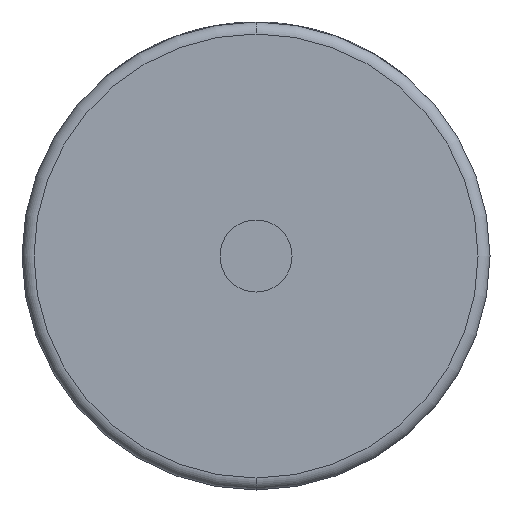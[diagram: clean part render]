
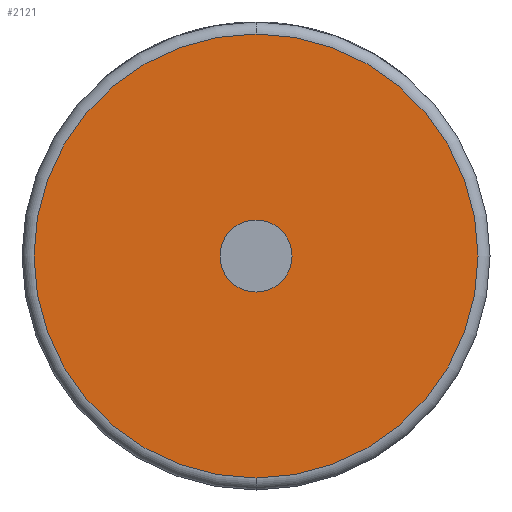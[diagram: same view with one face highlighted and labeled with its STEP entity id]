
A CAD part, front view. The second image highlights one B-rep face of the part: STEP entity #2121.
In plain terms, the highlighted planar face has unit normal (0, -1, 0).
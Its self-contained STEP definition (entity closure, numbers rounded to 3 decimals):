
#80 = VERTEX_POINT ( 'NONE', #3291 ) ;
#81 = FACE_OUTER_BOUND ( 'NONE', #3824, .T. ) ;
#98 = EDGE_LOOP ( 'NONE', ( #1858, #1173 ) ) ;
#514 = CARTESIAN_POINT ( 'NONE',  ( 0., 0., 6. ) ) ;
#523 = CARTESIAN_POINT ( 'NONE',  ( 0., 0., 0. ) ) ;
#886 = AXIS2_PLACEMENT_3D ( 'NONE', #4300, #4284, #4339 ) ;
#895 = DIRECTION ( 'NONE',  ( 0., 0., 1. ) ) ;
#903 = VERTEX_POINT ( 'NONE', #1381 ) ;
#967 = AXIS2_PLACEMENT_3D ( 'NONE', #1425, #4275, #2905 ) ;
#1001 = FACE_BOUND ( 'NONE', #98, .T. ) ;
#1022 = VERTEX_POINT ( 'NONE', #4340 ) ;
#1173 = ORIENTED_EDGE ( 'NONE', *, *, #3490, .F. ) ;
#1176 = AXIS2_PLACEMENT_3D ( 'NONE', #3405, #1268, #3770 ) ;
#1268 = DIRECTION ( 'NONE',  ( 0., 1., 0. ) ) ;
#1381 = CARTESIAN_POINT ( 'NONE',  ( 0., 0., -37. ) ) ;
#1386 = CIRCLE ( 'NONE', #4287, 37. ) ;
#1425 = CARTESIAN_POINT ( 'NONE',  ( 0., 0., 0. ) ) ;
#1858 = ORIENTED_EDGE ( 'NONE', *, *, #4113, .F. ) ;
#2121 = ADVANCED_FACE ( 'NONE', ( #81, #1001 ), #3069, .F. ) ;
#2137 = CIRCLE ( 'NONE', #886, 6. ) ;
#2178 = DIRECTION ( 'NONE',  ( 0., -1., 0. ) ) ;
#2283 = EDGE_CURVE ( 'NONE', #903, #1022, #1386, .T. ) ;
#2378 = ORIENTED_EDGE ( 'NONE', *, *, #2283, .T. ) ;
#2465 = VERTEX_POINT ( 'NONE', #514 ) ;
#2505 = DIRECTION ( 'NONE',  ( 0., 0., 1. ) ) ;
#2853 = ORIENTED_EDGE ( 'NONE', *, *, #4364, .T. ) ;
#2905 = DIRECTION ( 'NONE',  ( 0., 0., 1. ) ) ;
#3054 = DIRECTION ( 'NONE',  ( 0., -1., 0. ) ) ;
#3069 = PLANE ( 'NONE',  #1176 ) ;
#3291 = CARTESIAN_POINT ( 'NONE',  ( 0., 0., -6. ) ) ;
#3405 = CARTESIAN_POINT ( 'NONE',  ( 0., 0., 0. ) ) ;
#3490 = EDGE_CURVE ( 'NONE', #80, #2465, #2137, .T. ) ;
#3670 = CIRCLE ( 'NONE', #4110, 6. ) ;
#3720 = CIRCLE ( 'NONE', #967, 37. ) ;
#3770 = DIRECTION ( 'NONE',  ( 0., 0., 1. ) ) ;
#3824 = EDGE_LOOP ( 'NONE', ( #2853, #2378 ) ) ;
#4110 = AXIS2_PLACEMENT_3D ( 'NONE', #523, #3054, #895 ) ;
#4113 = EDGE_CURVE ( 'NONE', #2465, #80, #3670, .T. ) ;
#4275 = DIRECTION ( 'NONE',  ( 0., -1., 0. ) ) ;
#4284 = DIRECTION ( 'NONE',  ( 0., -1., 0. ) ) ;
#4287 = AXIS2_PLACEMENT_3D ( 'NONE', #4303, #2178, #2505 ) ;
#4300 = CARTESIAN_POINT ( 'NONE',  ( 0., 0., 0. ) ) ;
#4303 = CARTESIAN_POINT ( 'NONE',  ( 0., 0., 0. ) ) ;
#4339 = DIRECTION ( 'NONE',  ( 0., 0., 1. ) ) ;
#4340 = CARTESIAN_POINT ( 'NONE',  ( 0., 0., 37. ) ) ;
#4364 = EDGE_CURVE ( 'NONE', #1022, #903, #3720, .T. ) ;
